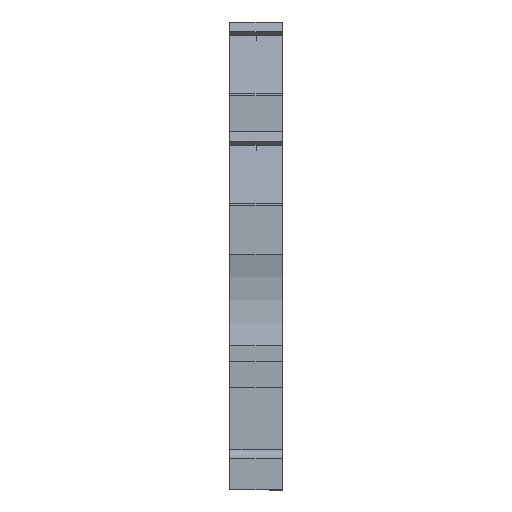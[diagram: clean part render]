
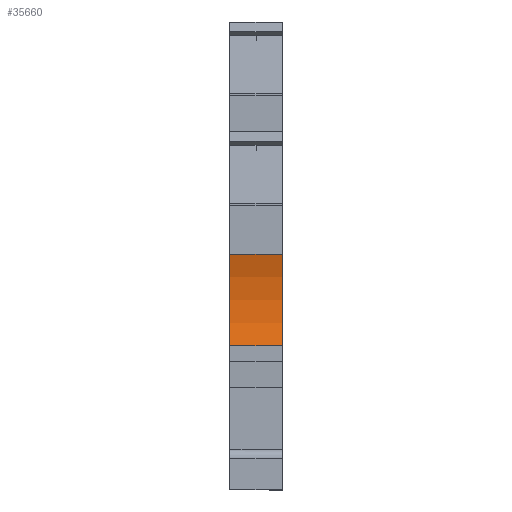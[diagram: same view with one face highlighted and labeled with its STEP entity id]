
A CAD part, front view. The second image highlights one B-rep face of the part: STEP entity #35660.
In plain terms, the highlighted cylindrical face has radius 15 mm (diameter 30 mm), a partial arc.
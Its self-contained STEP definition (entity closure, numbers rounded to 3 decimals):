
#1370=CARTESIAN_POINT('',(5.15,0.,
14.2));
#1380=VERTEX_POINT('',#1370);
#1410=CARTESIAN_POINT('',(5.15,-14.309,
18.7));
#1420=DIRECTION('',(1.,0.,0.));
#1430=DIRECTION('',(0.,-1.,0.));
#1440=AXIS2_PLACEMENT_3D('',#1410,#1420,#1430);
#1450=CIRCLE('',#1440,15.);
#1460=CARTESIAN_POINT('',(5.15,-0.006,
23.22));
#1470=VERTEX_POINT('',#1460);
#1480=EDGE_CURVE('',#1380,#1470,#1450,.T.);
#15350=CARTESIAN_POINT('',(0.,-0.006,
23.22));
#15360=VERTEX_POINT('',#15350);
#15390=CARTESIAN_POINT('',(0.,-14.309,
18.7));
#15400=DIRECTION('',(1.,0.,0.));
#15410=DIRECTION('',(0.,-1.,0.));
#15420=AXIS2_PLACEMENT_3D('',#15390,#15400,#15410);
#15430=CIRCLE('',#15420,15.);
#15440=CARTESIAN_POINT('',(0.,0.,
14.2));
#15450=VERTEX_POINT('',#15440);
#15460=EDGE_CURVE('',#15450,#15360,#15430,.T.);
#20280=CARTESIAN_POINT('',(5.15,0.,
14.2));
#20290=DIRECTION('',(0.,-1.,0.));
#20300=DIRECTION('',(0.,0.,1.));
#20310=AXIS2_PLACEMENT_3D('',#20280,#20290,#20300);
#20320=PLANE('',#20310);
#20330=CARTESIAN_POINT('',(0.,-14.309,
18.7));
#20340=DIRECTION('',(1.,0.,0.));
#20350=DIRECTION('',(0.,-1.,0.));
#20360=AXIS2_PLACEMENT_3D('',#20330,#20340,#20350);
#20370=CYLINDRICAL_SURFACE('',#20360,15.);
#20380=CARTESIAN_POINT('',(0.,0.,
14.2));
#20390=CARTESIAN_POINT('',(0.429,0.,
14.2));
#20400=CARTESIAN_POINT('',(0.858,0.,
14.2));
#20410=CARTESIAN_POINT('',(1.288,0.,
14.2));
#20420=CARTESIAN_POINT('',(1.717,0.,
14.2));
#20430=CARTESIAN_POINT('',(2.146,0.,
14.2));
#20440=CARTESIAN_POINT('',(2.575,0.,
14.2));
#20450=CARTESIAN_POINT('',(3.004,0.,
14.2));
#20460=CARTESIAN_POINT('',(3.433,0.,
14.2));
#20470=CARTESIAN_POINT('',(3.863,0.,
14.2));
#20480=CARTESIAN_POINT('',(4.292,0.,
14.2));
#20490=CARTESIAN_POINT('',(4.721,0.,
14.2));
#20500=CARTESIAN_POINT('',(5.15,0.,
14.2));
#20510=B_SPLINE_CURVE_WITH_KNOTS('',3,(#20380,#20390,#20400,#20410,
#20420,#20430,#20440,#20450,#20460,#20470,#20480,#20490,#20500),
.UNSPECIFIED.,.F.,.F.,(4,3,3,3,4),(0.,1.288,2.575,
3.863,5.15),.UNSPECIFIED.);
#20520=SURFACE_CURVE('',#20510,(#20320,#20370),.CURVE_3D.);
#20530=EDGE_CURVE('',#15450,#1380,#20520,.T.);
#20650=CARTESIAN_POINT('',(5.15,-0.006,
25.161));
#20660=DIRECTION('',(0.,-1.,0.));
#20670=DIRECTION('',(0.,0.,1.));
#20680=AXIS2_PLACEMENT_3D('',#20650,#20660,#20670);
#20690=PLANE('',#20680);
#20780=CARTESIAN_POINT('',(0.,-0.006,
23.22));
#20790=CARTESIAN_POINT('',(0.429,-0.006,
23.22));
#20800=CARTESIAN_POINT('',(0.858,-0.006,
23.22));
#20810=CARTESIAN_POINT('',(1.288,-0.006,
23.22));
#20820=CARTESIAN_POINT('',(1.717,-0.006,
23.22));
#20830=CARTESIAN_POINT('',(2.146,-0.006,
23.22));
#20840=CARTESIAN_POINT('',(2.575,-0.006,
23.22));
#20850=CARTESIAN_POINT('',(3.004,-0.006,
23.22));
#20860=CARTESIAN_POINT('',(3.433,-0.006,
23.22));
#20870=CARTESIAN_POINT('',(3.863,-0.006,
23.22));
#20880=CARTESIAN_POINT('',(4.292,-0.006,
23.22));
#20890=CARTESIAN_POINT('',(4.721,-0.006,
23.22));
#20900=CARTESIAN_POINT('',(5.15,-0.006,
23.22));
#20910=B_SPLINE_CURVE_WITH_KNOTS('',3,(#20780,#20790,#20800,#20810,
#20820,#20830,#20840,#20850,#20860,#20870,#20880,#20890,#20900),
.UNSPECIFIED.,.F.,.F.,(4,3,3,3,4),(0.,1.287,2.575,
3.862,5.15),.UNSPECIFIED.);
#20920=SURFACE_CURVE('',#20910,(#20370,#20690),.CURVE_3D.);
#20930=EDGE_CURVE('',#15360,#1470,#20920,.T.);
#35600=ORIENTED_EDGE('',*,*,#20930,.F.);
#35610=ORIENTED_EDGE('',*,*,#1480,.T.);
#35620=ORIENTED_EDGE('',*,*,#20530,.T.);
#35630=ORIENTED_EDGE('',*,*,#15460,.F.);
#35640=EDGE_LOOP('',(#35630,#35620,#35610,#35600));
#35650=FACE_OUTER_BOUND('',#35640,.T.);
#35660=ADVANCED_FACE('',(#35650),#20370,.F.);
